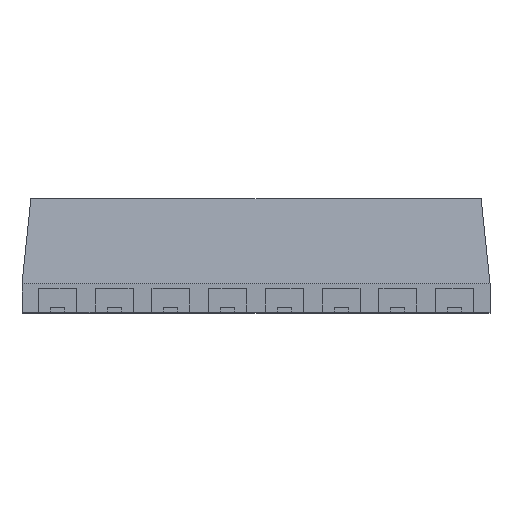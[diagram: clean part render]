
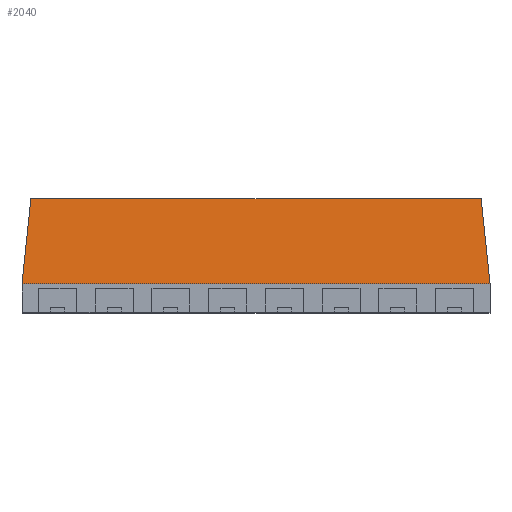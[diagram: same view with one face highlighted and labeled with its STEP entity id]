
A CAD part, top view. The second image highlights one B-rep face of the part: STEP entity #2040.
In plain terms, the highlighted planar face has unit normal (0, 0.104, 0.995).
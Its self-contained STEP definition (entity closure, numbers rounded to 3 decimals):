
#173 = VECTOR ( 'NONE', #2651, 1000. ) ;
#213 = DIRECTION ( 'NONE',  ( 0., -0.995, 0.105 ) ) ;
#427 = DIRECTION ( 'NONE',  ( 0.104, -0.989, 0.104 ) ) ;
#675 = CARTESIAN_POINT ( 'NONE',  ( -4.761, 2.4, 5.001 ) ) ;
#699 = VERTEX_POINT ( 'NONE', #7340 ) ;
#743 = CARTESIAN_POINT ( 'NONE',  ( -4.95, 2.4, 5.001 ) ) ;
#755 = ORIENTED_EDGE ( 'NONE', *, *, #5893, .F. ) ;
#865 = DIRECTION ( 'NONE',  ( 1., 0., 0. ) ) ;
#1680 = ORIENTED_EDGE ( 'NONE', *, *, #4216, .T. ) ;
#1756 = EDGE_CURVE ( 'NONE', #6124, #3926, #5867, .T. ) ;
#1811 = DIRECTION ( 'NONE',  ( 1., 0., 0. ) ) ;
#1970 = FACE_OUTER_BOUND ( 'NONE', #2662, .T. ) ;
#2006 = CARTESIAN_POINT ( 'NONE',  ( -4.95, 0.6, 5.19 ) ) ;
#2010 = ORIENTED_EDGE ( 'NONE', *, *, #1756, .F. ) ;
#2040 = ADVANCED_FACE ( 'NONE', ( #1970 ), #7022, .T. ) ;
#2651 = DIRECTION ( 'NONE',  ( -0.104, -0.989, 0.104 ) ) ;
#2662 = EDGE_LOOP ( 'NONE', ( #2010, #1680, #2905, #755 ) ) ;
#2738 = VECTOR ( 'NONE', #865, 1000. ) ;
#2905 = ORIENTED_EDGE ( 'NONE', *, *, #5654, .T. ) ;
#3095 = CARTESIAN_POINT ( 'NONE',  ( -4.95, 0.6, 5.19 ) ) ;
#3471 = VECTOR ( 'NONE', #1811, 1000. ) ;
#3732 = CARTESIAN_POINT ( 'NONE',  ( 4.761, 2.4, 5.001 ) ) ;
#3926 = VERTEX_POINT ( 'NONE', #3732 ) ;
#4017 = CARTESIAN_POINT ( 'NONE',  ( -4.95, 0.6, 5.19 ) ) ;
#4089 = LINE ( 'NONE', #4017, #3471 ) ;
#4216 = EDGE_CURVE ( 'NONE', #6124, #7405, #4244, .T. ) ;
#4244 = LINE ( 'NONE', #4922, #173 ) ;
#4922 = CARTESIAN_POINT ( 'NONE',  ( -4.95, 0.6, 5.19 ) ) ;
#5263 = DIRECTION ( 'NONE',  ( 0., 0.105, 0.995 ) ) ;
#5654 = EDGE_CURVE ( 'NONE', #7405, #699, #4089, .T. ) ;
#5867 = LINE ( 'NONE', #743, #2738 ) ;
#5893 = EDGE_CURVE ( 'NONE', #3926, #699, #6682, .T. ) ;
#6124 = VERTEX_POINT ( 'NONE', #675 ) ;
#6215 = VECTOR ( 'NONE', #427, 1000. ) ;
#6680 = AXIS2_PLACEMENT_3D ( 'NONE', #3095, #5263, #213 ) ;
#6682 = LINE ( 'NONE', #7345, #6215 ) ;
#7022 = PLANE ( 'NONE',  #6680 ) ;
#7340 = CARTESIAN_POINT ( 'NONE',  ( 4.95, 0.6, 5.19 ) ) ;
#7345 = CARTESIAN_POINT ( 'NONE',  ( 4.95, 0.6, 5.19 ) ) ;
#7405 = VERTEX_POINT ( 'NONE', #2006 ) ;
